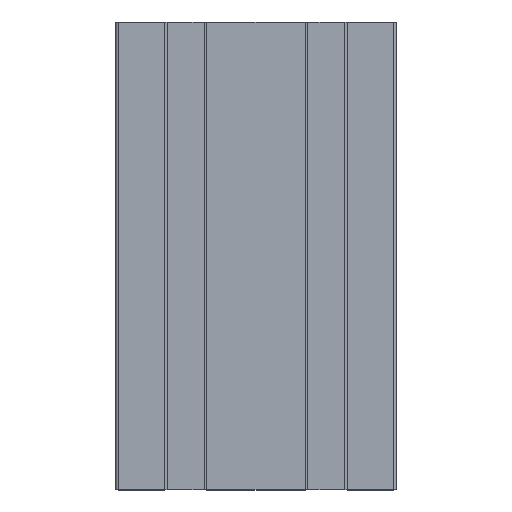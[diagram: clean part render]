
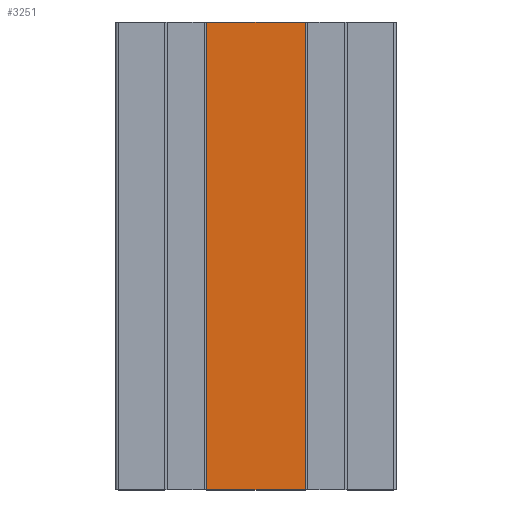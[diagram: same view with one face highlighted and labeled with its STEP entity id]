
A CAD part, top view. The second image highlights one B-rep face of the part: STEP entity #3251.
In plain terms, the highlighted planar face has unit normal (0, 0, 1).
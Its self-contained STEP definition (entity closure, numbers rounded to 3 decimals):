
#129=PLANE('',#3541);
#289=FACE_OUTER_BOUND('',#456,.T.);
#456=EDGE_LOOP('',(#2873,#2874,#2875,#2876));
#631=LINE('',#4933,#989);
#737=LINE('',#5235,#1095);
#821=LINE('',#5402,#1179);
#822=LINE('',#5404,#1180);
#989=VECTOR('',#3967,10.);
#1095=VECTOR('',#4273,10.);
#1179=VECTOR('',#4449,10.);
#1180=VECTOR('',#4452,10.);
#1478=VERTEX_POINT('',#4930);
#1479=VERTEX_POINT('',#4932);
#1575=VERTEX_POINT('',#5234);
#1612=VERTEX_POINT('',#5400);
#1848=EDGE_CURVE('',#1478,#1479,#631,.T.);
#2001=EDGE_CURVE('',#1575,#1479,#737,.T.);
#2085=EDGE_CURVE('',#1478,#1612,#821,.T.);
#2086=EDGE_CURVE('',#1575,#1612,#822,.T.);
#2873=ORIENTED_EDGE('',*,*,#2085,.T.);
#2874=ORIENTED_EDGE('',*,*,#2086,.F.);
#2875=ORIENTED_EDGE('',*,*,#2001,.T.);
#2876=ORIENTED_EDGE('',*,*,#1848,.F.);
#3251=ADVANCED_FACE('',(#289),#129,.T.);
#3541=AXIS2_PLACEMENT_3D('',#5403,#4450,#4451);
#3967=DIRECTION('',(-1.,0.,0.));
#4273=DIRECTION('',(0.,-1.,0.));
#4449=DIRECTION('',(0.,1.,0.));
#4450=DIRECTION('center_axis',(0.,0.,1.));
#4451=DIRECTION('ref_axis',(1.,0.,0.));
#4452=DIRECTION('',(1.,0.,0.));
#4930=CARTESIAN_POINT('',(10.5,-50.,15.));
#4932=CARTESIAN_POINT('',(-10.5,-50.,15.));
#4933=CARTESIAN_POINT('',(-10.5,-50.,15.));
#5234=CARTESIAN_POINT('',(-10.5,50.,15.));
#5235=CARTESIAN_POINT('',(-10.5,0.,15.));
#5400=CARTESIAN_POINT('',(10.5,50.,15.));
#5402=CARTESIAN_POINT('',(10.5,0.,15.));
#5403=CARTESIAN_POINT('Origin',(-10.5,0.,15.));
#5404=CARTESIAN_POINT('',(-10.5,50.,15.));
